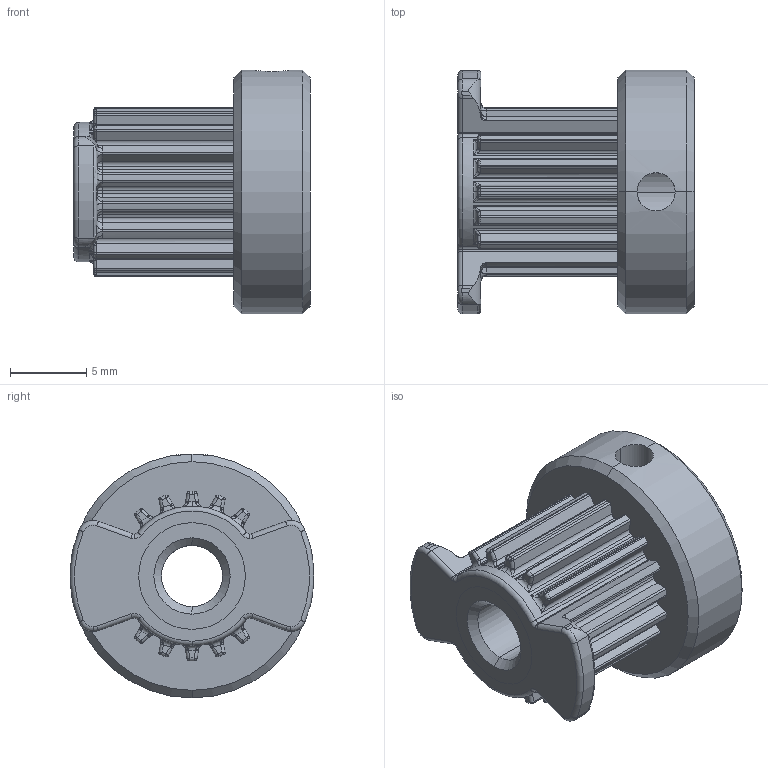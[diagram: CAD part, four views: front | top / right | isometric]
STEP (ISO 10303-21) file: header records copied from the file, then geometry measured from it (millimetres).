
FILE_DESCRIPTION (( 'STEP AP214' ), '1' );
FILE_NAME ('Timing Pulley 18T V2.0肮祭湍謫.step', '2016-10-28T04:16:33', ( 'dell' ), ( '' ), 'SwSTEP 2.0', 'SolidWorks 2013', '' );
FILE_SCHEMA (( 'AUTOMOTIVE_DESIGN' ));
Length unit declared in the file: millimetre
Products named in the file (1): Timing Pulley 18T V2.0肮祭湍謫
Bounding box: 15.5 x 16 x 16 mm (x, y, z)
Volume: 1655.6 mm3; surface area: 2009.7 mm2
Topology: 2 solids, 2 shells, 374 faces, 953 edges, 530 vertices
Faces by surface type: cylinder 166, bspline 76, torus 67, plane 57, cone 8
Entity records: 16809 total; most frequent: CARTESIAN_POINT 4374, ORIENTED_EDGE 1802, DIRECTION 1708, EDGE_CURVE 901, AXIS2_PLACEMENT_3D 702, VERTEX_POINT 530, CIRCLE 403, EDGE_LOOP 379
